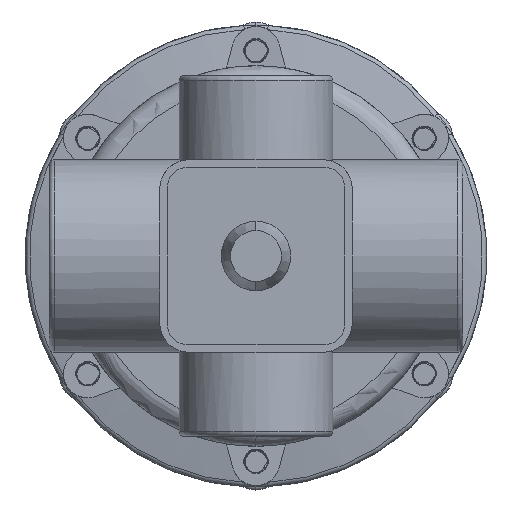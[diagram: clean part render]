
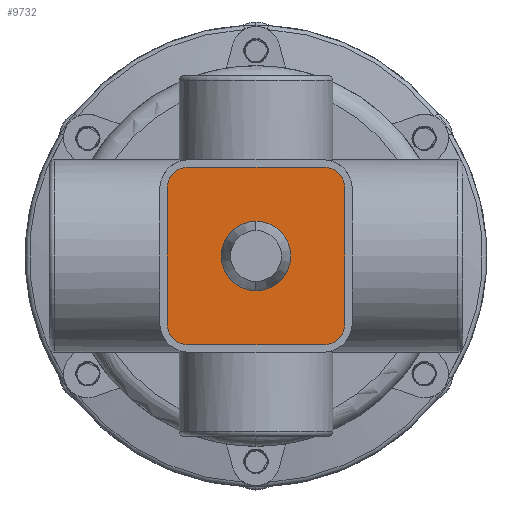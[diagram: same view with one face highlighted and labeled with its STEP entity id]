
A CAD part, front view. The second image highlights one B-rep face of the part: STEP entity #9732.
In plain terms, the highlighted planar face has unit normal (0, -1, 0).
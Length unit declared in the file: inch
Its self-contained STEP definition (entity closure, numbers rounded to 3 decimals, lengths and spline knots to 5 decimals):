
#1155 = CARTESIAN_POINT ( 'NONE',  ( -0.77237, -3.83484, 0.15972 ) ) ;
#1358 = CIRCLE ( 'NONE', #35939, 0.1405 ) ;
#1503 = CIRCLE ( 'NONE', #61821, 0.1405 ) ;
#1979 = VECTOR ( 'NONE', #55225, 39.37008 ) ;
#2167 = DIRECTION ( 'NONE',  ( 0., 0., -1. ) ) ;
#2323 = ORIENTED_EDGE ( 'NONE', *, *, #60148, .T. ) ;
#3074 = VECTOR ( 'NONE', #37879, 39.37008 ) ;
#3160 = CARTESIAN_POINT ( 'NONE',  ( -1.64737, -3.83484, 1.03472 ) ) ;
#3845 = CARTESIAN_POINT ( 'NONE',  ( -0.63187, -3.83484, 0.15972 ) ) ;
#4128 = VECTOR ( 'NONE', #13958, 39.37008 ) ;
#4883 = VERTEX_POINT ( 'NONE', #33298 ) ;
#5160 = ORIENTED_EDGE ( 'NONE', *, *, #24920, .F. ) ;
#5262 = CARTESIAN_POINT ( 'NONE',  ( -1.20987, -3.83484, 0.59722 ) ) ;
#5972 = DIRECTION ( 'NONE',  ( 0., 0., -1. ) ) ;
#6290 = AXIS2_PLACEMENT_3D ( 'NONE', #5262, #38918, #10101 ) ;
#6358 = CIRCLE ( 'NONE', #6290, 0.225 ) ;
#6785 = EDGE_CURVE ( 'NONE', #38241, #11731, #16224, .T. ) ;
#7520 = EDGE_CURVE ( 'NONE', #4883, #49517, #61395, .T. ) ;
#7695 = FACE_OUTER_BOUND ( 'NONE', #58545, .T. ) ;
#7985 = DIRECTION ( 'NONE',  ( 0., 0., -1. ) ) ;
#9695 = CARTESIAN_POINT ( 'NONE',  ( -1.64737, -3.83484, 1.03472 ) ) ;
#9732 = ADVANCED_FACE ( 'NONE', ( #46081, #7695 ), #19159, .T. ) ;
#10101 = DIRECTION ( 'NONE',  ( 0., 0., -1. ) ) ;
#11731 = VERTEX_POINT ( 'NONE', #41790 ) ;
#13958 = DIRECTION ( 'NONE',  ( 0., 0., 1. ) ) ;
#14102 = CARTESIAN_POINT ( 'NONE',  ( -1.64737, -3.83484, 0.01922 ) ) ;
#15108 = CARTESIAN_POINT ( 'NONE',  ( -0.77237, -3.83484, 1.17522 ) ) ;
#15637 = DIRECTION ( 'NONE',  ( 0., -1., 0. ) ) ;
#16224 = LINE ( 'NONE', #26058, #1979 ) ;
#18376 = EDGE_CURVE ( 'NONE', #22497, #52132, #41449, .T. ) ;
#18623 = CARTESIAN_POINT ( 'NONE',  ( -1.20987, -3.83484, 0.37222 ) ) ;
#19159 = PLANE ( 'NONE',  #31937 ) ;
#22497 = VERTEX_POINT ( 'NONE', #14102 ) ;
#23104 = ORIENTED_EDGE ( 'NONE', *, *, #36470, .T. ) ;
#24192 = DIRECTION ( 'NONE',  ( 0., -1., 0. ) ) ;
#24459 = CARTESIAN_POINT ( 'NONE',  ( -0.77237, -3.83484, 1.03472 ) ) ;
#24548 = CARTESIAN_POINT ( 'NONE',  ( -0.77237, -3.83484, 1.17522 ) ) ;
#24918 = EDGE_CURVE ( 'NONE', #52132, #39658, #1358, .T. ) ;
#24920 = EDGE_CURVE ( 'NONE', #39474, #57205, #41247, .T. ) ;
#26058 = CARTESIAN_POINT ( 'NONE',  ( -1.78787, -3.83484, 1.03472 ) ) ;
#27934 = EDGE_CURVE ( 'NONE', #57205, #39474, #6358, .T. ) ;
#28113 = AXIS2_PLACEMENT_3D ( 'NONE', #24459, #58249, #48502 ) ;
#30221 = EDGE_LOOP ( 'NONE', ( #5160, #30247 ) ) ;
#30247 = ORIENTED_EDGE ( 'NONE', *, *, #27934, .F. ) ;
#30669 = ORIENTED_EDGE ( 'NONE', *, *, #18376, .T. ) ;
#30959 = DIRECTION ( 'NONE',  ( 0., -1., 0. ) ) ;
#31229 = VERTEX_POINT ( 'NONE', #42290 ) ;
#31937 = AXIS2_PLACEMENT_3D ( 'NONE', #9695, #24192, #57963 ) ;
#32183 = ORIENTED_EDGE ( 'NONE', *, *, #6785, .T. ) ;
#32872 = EDGE_CURVE ( 'NONE', #49517, #31229, #52704, .T. ) ;
#33298 = CARTESIAN_POINT ( 'NONE',  ( -0.63187, -3.83484, 1.03472 ) ) ;
#33409 = CARTESIAN_POINT ( 'NONE',  ( -1.78787, -3.83484, 1.03472 ) ) ;
#34773 = DIRECTION ( 'NONE',  ( 0., -1., 0. ) ) ;
#34788 = CARTESIAN_POINT ( 'NONE',  ( -1.20987, -3.83484, 0.82222 ) ) ;
#35790 = EDGE_CURVE ( 'NONE', #31229, #38241, #58499, .T. ) ;
#35939 = AXIS2_PLACEMENT_3D ( 'NONE', #1155, #34773, #5972 ) ;
#36127 = AXIS2_PLACEMENT_3D ( 'NONE', #3160, #36789, #7985 ) ;
#36470 = EDGE_CURVE ( 'NONE', #39658, #4883, #41057, .T. ) ;
#36789 = DIRECTION ( 'NONE',  ( 0., -1., 0. ) ) ;
#37879 = DIRECTION ( 'NONE',  ( 1., 0., 0. ) ) ;
#37937 = CARTESIAN_POINT ( 'NONE',  ( -0.63187, -3.83484, 0.15972 ) ) ;
#38241 = VERTEX_POINT ( 'NONE', #33409 ) ;
#38918 = DIRECTION ( 'NONE',  ( 0., -1., 0. ) ) ;
#39474 = VERTEX_POINT ( 'NONE', #34788 ) ;
#39658 = VERTEX_POINT ( 'NONE', #3845 ) ;
#41057 = LINE ( 'NONE', #37937, #4128 ) ;
#41247 = CIRCLE ( 'NONE', #45635, 0.225 ) ;
#41449 = LINE ( 'NONE', #50926, #3074 ) ;
#41790 = CARTESIAN_POINT ( 'NONE',  ( -1.78787, -3.83484, 0.15972 ) ) ;
#42290 = CARTESIAN_POINT ( 'NONE',  ( -1.64737, -3.83484, 1.17522 ) ) ;
#44488 = CARTESIAN_POINT ( 'NONE',  ( -1.20987, -3.83484, 0.59722 ) ) ;
#44903 = ORIENTED_EDGE ( 'NONE', *, *, #35790, .T. ) ;
#45635 = AXIS2_PLACEMENT_3D ( 'NONE', #44488, #15637, #49309 ) ;
#46081 = FACE_BOUND ( 'NONE', #30221, .T. ) ;
#48316 = ORIENTED_EDGE ( 'NONE', *, *, #32872, .T. ) ;
#48502 = DIRECTION ( 'NONE',  ( 0., 0., -1. ) ) ;
#49309 = DIRECTION ( 'NONE',  ( 0., 0., -1. ) ) ;
#49517 = VERTEX_POINT ( 'NONE', #15108 ) ;
#50926 = CARTESIAN_POINT ( 'NONE',  ( -1.64737, -3.83484, 0.01922 ) ) ;
#51176 = VECTOR ( 'NONE', #53485, 39.37008 ) ;
#52132 = VERTEX_POINT ( 'NONE', #56541 ) ;
#52704 = LINE ( 'NONE', #24548, #51176 ) ;
#53485 = DIRECTION ( 'NONE',  ( -1., 0., 0. ) ) ;
#55225 = DIRECTION ( 'NONE',  ( 0., 0., -1. ) ) ;
#56541 = CARTESIAN_POINT ( 'NONE',  ( -0.77237, -3.83484, 0.01922 ) ) ;
#57205 = VERTEX_POINT ( 'NONE', #18623 ) ;
#57963 = DIRECTION ( 'NONE',  ( 0., 0., -1. ) ) ;
#58249 = DIRECTION ( 'NONE',  ( 0., -1., 0. ) ) ;
#58499 = CIRCLE ( 'NONE', #36127, 0.1405 ) ;
#58545 = EDGE_LOOP ( 'NONE', ( #44903, #32183, #2323, #30669, #61404, #23104, #58956, #48316 ) ) ;
#58956 = ORIENTED_EDGE ( 'NONE', *, *, #7520, .T. ) ;
#59858 = CARTESIAN_POINT ( 'NONE',  ( -1.64737, -3.83484, 0.15972 ) ) ;
#60148 = EDGE_CURVE ( 'NONE', #11731, #22497, #1503, .T. ) ;
#61395 = CIRCLE ( 'NONE', #28113, 0.1405 ) ;
#61404 = ORIENTED_EDGE ( 'NONE', *, *, #24918, .T. ) ;
#61821 = AXIS2_PLACEMENT_3D ( 'NONE', #59858, #30959, #2167 ) ;
